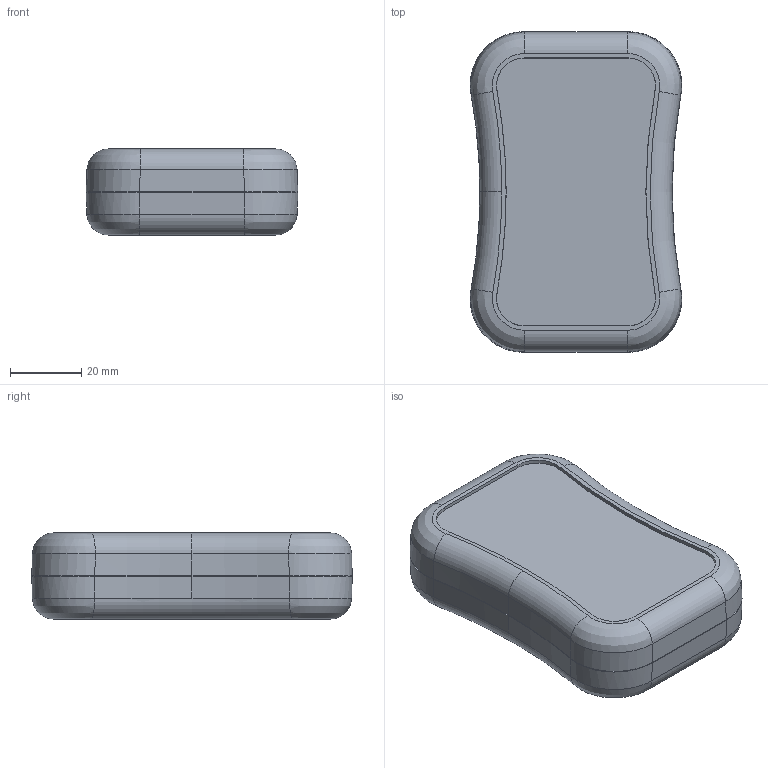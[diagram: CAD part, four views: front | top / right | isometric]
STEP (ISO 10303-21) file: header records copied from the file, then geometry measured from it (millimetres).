
FILE_DESCRIPTION (( 'STEP AP203' ), '1' );
FILE_NAME ('KM-122.STEP', '2024-04-26T13:56:38', ( '' ), ( '' ), 'SwSTEP 2.0', 'SolidWorks 2013', '' );
FILE_SCHEMA (( 'CONFIG_CONTROL_DESIGN' ));
Length unit declared in the file: millimetre
Products named in the file (3): bottom 60x90_Domy˜lna; KM-122; top 60x90_Domy˜lna
Assembly tree (2 placements, depth 2):
  KM-122
    bottom 60x90_Domy˜lna
    top 60x90_Domy˜lna
Bounding box: 59.45 x 90 x 24.2 mm (x, y, z)
Volume: 32595.8 mm3; surface area: 33455 mm2
Topology: 2 solids, 2 shells, 234 faces, 545 edges, 349 vertices
Faces by surface type: cone 64, plane 62, bspline 52, cylinder 44, torus 12
Entity records: 13825 total; most frequent: CARTESIAN_POINT 8344, ORIENTED_EDGE 1090, DIRECTION 1046, EDGE_CURVE 545, AXIS2_PLACEMENT_3D 433, VERTEX_POINT 349, EDGE_LOOP 276, CIRCLE 246
